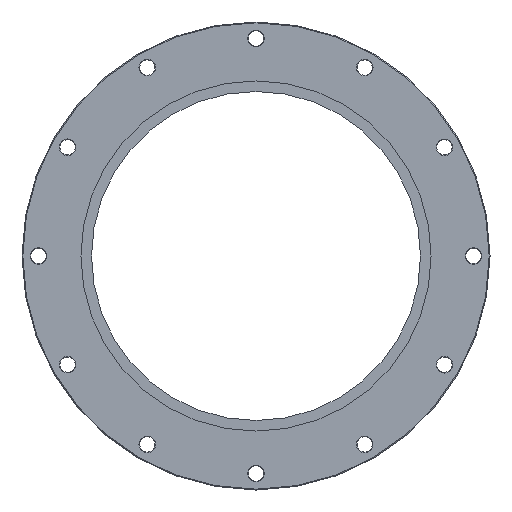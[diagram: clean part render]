
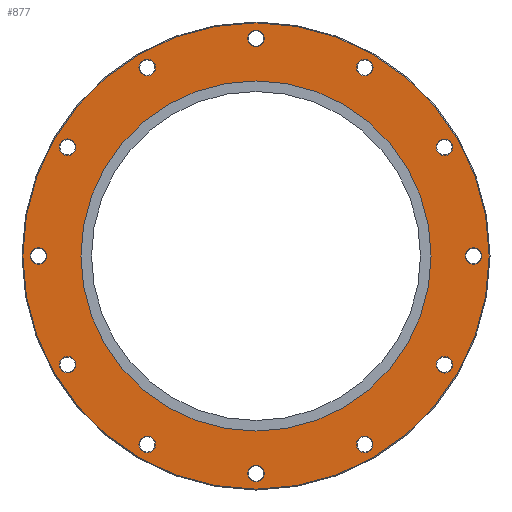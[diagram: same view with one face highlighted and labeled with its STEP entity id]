
A CAD part, left-side view. The second image highlights one B-rep face of the part: STEP entity #877.
In plain terms, the highlighted planar face has unit normal (-1, 0, 0).
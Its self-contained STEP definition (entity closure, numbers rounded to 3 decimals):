
#18=FACE_BOUND('',#118,.T.);
#19=FACE_BOUND('',#119,.T.);
#20=FACE_BOUND('',#120,.T.);
#21=FACE_BOUND('',#121,.T.);
#22=FACE_BOUND('',#122,.T.);
#23=FACE_BOUND('',#123,.T.);
#24=FACE_BOUND('',#124,.T.);
#25=FACE_BOUND('',#125,.T.);
#26=FACE_BOUND('',#126,.T.);
#27=FACE_BOUND('',#127,.T.);
#28=FACE_BOUND('',#128,.T.);
#29=FACE_BOUND('',#129,.T.);
#30=FACE_BOUND('',#130,.T.);
#46=PLANE('',#950);
#68=FACE_OUTER_BOUND('',#117,.T.);
#117=EDGE_LOOP('',(#594));
#118=EDGE_LOOP('',(#595));
#119=EDGE_LOOP('',(#596));
#120=EDGE_LOOP('',(#597));
#121=EDGE_LOOP('',(#598));
#122=EDGE_LOOP('',(#599));
#123=EDGE_LOOP('',(#600));
#124=EDGE_LOOP('',(#601,#602));
#125=EDGE_LOOP('',(#603));
#126=EDGE_LOOP('',(#604));
#127=EDGE_LOOP('',(#605));
#128=EDGE_LOOP('',(#606));
#129=EDGE_LOOP('',(#607));
#130=EDGE_LOOP('',(#608));
#276=CIRCLE('',#945,7.5);
#280=CIRCLE('',#951,211.75);
#281=CIRCLE('',#952,7.5);
#282=CIRCLE('',#953,7.5);
#283=CIRCLE('',#954,7.5);
#284=CIRCLE('',#955,7.5);
#285=CIRCLE('',#956,7.5);
#286=CIRCLE('',#957,7.5);
#287=CIRCLE('',#958,159.);
#288=CIRCLE('',#959,159.);
#289=CIRCLE('',#960,7.5);
#290=CIRCLE('',#961,7.5);
#291=CIRCLE('',#962,7.5);
#292=CIRCLE('',#963,7.5);
#293=CIRCLE('',#964,7.5);
#366=VERTEX_POINT('',#1407);
#370=VERTEX_POINT('',#1419);
#371=VERTEX_POINT('',#1421);
#372=VERTEX_POINT('',#1423);
#373=VERTEX_POINT('',#1425);
#374=VERTEX_POINT('',#1427);
#375=VERTEX_POINT('',#1429);
#376=VERTEX_POINT('',#1431);
#377=VERTEX_POINT('',#1433);
#378=VERTEX_POINT('',#1434);
#379=VERTEX_POINT('',#1437);
#380=VERTEX_POINT('',#1439);
#381=VERTEX_POINT('',#1441);
#382=VERTEX_POINT('',#1443);
#383=VERTEX_POINT('',#1445);
#453=EDGE_CURVE('',#366,#366,#276,.T.);
#459=EDGE_CURVE('',#370,#370,#280,.T.);
#460=EDGE_CURVE('',#371,#371,#281,.T.);
#461=EDGE_CURVE('',#372,#372,#282,.T.);
#462=EDGE_CURVE('',#373,#373,#283,.T.);
#463=EDGE_CURVE('',#374,#374,#284,.T.);
#464=EDGE_CURVE('',#375,#375,#285,.T.);
#465=EDGE_CURVE('',#376,#376,#286,.T.);
#466=EDGE_CURVE('',#377,#378,#287,.T.);
#467=EDGE_CURVE('',#378,#377,#288,.T.);
#468=EDGE_CURVE('',#379,#379,#289,.T.);
#469=EDGE_CURVE('',#380,#380,#290,.T.);
#470=EDGE_CURVE('',#381,#381,#291,.T.);
#471=EDGE_CURVE('',#382,#382,#292,.T.);
#472=EDGE_CURVE('',#383,#383,#293,.T.);
#594=ORIENTED_EDGE('',*,*,#459,.F.);
#595=ORIENTED_EDGE('',*,*,#460,.F.);
#596=ORIENTED_EDGE('',*,*,#461,.F.);
#597=ORIENTED_EDGE('',*,*,#462,.F.);
#598=ORIENTED_EDGE('',*,*,#463,.F.);
#599=ORIENTED_EDGE('',*,*,#464,.F.);
#600=ORIENTED_EDGE('',*,*,#465,.F.);
#601=ORIENTED_EDGE('',*,*,#466,.F.);
#602=ORIENTED_EDGE('',*,*,#467,.F.);
#603=ORIENTED_EDGE('',*,*,#468,.F.);
#604=ORIENTED_EDGE('',*,*,#469,.F.);
#605=ORIENTED_EDGE('',*,*,#470,.F.);
#606=ORIENTED_EDGE('',*,*,#471,.F.);
#607=ORIENTED_EDGE('',*,*,#472,.F.);
#608=ORIENTED_EDGE('',*,*,#453,.F.);
#877=ADVANCED_FACE('',(#68,#18,#19,#20,#21,#22,#23,#24,#25,#26,#27,#28,
#29,#30),#46,.T.);
#945=AXIS2_PLACEMENT_3D('',#1408,#1087,#1088);
#950=AXIS2_PLACEMENT_3D('',#1418,#1099,#1100);
#951=AXIS2_PLACEMENT_3D('',#1420,#1101,#1102);
#952=AXIS2_PLACEMENT_3D('',#1422,#1103,#1104);
#953=AXIS2_PLACEMENT_3D('',#1424,#1105,#1106);
#954=AXIS2_PLACEMENT_3D('',#1426,#1107,#1108);
#955=AXIS2_PLACEMENT_3D('',#1428,#1109,#1110);
#956=AXIS2_PLACEMENT_3D('',#1430,#1111,#1112);
#957=AXIS2_PLACEMENT_3D('',#1432,#1113,#1114);
#958=AXIS2_PLACEMENT_3D('',#1435,#1115,#1116);
#959=AXIS2_PLACEMENT_3D('',#1436,#1117,#1118);
#960=AXIS2_PLACEMENT_3D('',#1438,#1119,#1120);
#961=AXIS2_PLACEMENT_3D('',#1440,#1121,#1122);
#962=AXIS2_PLACEMENT_3D('',#1442,#1123,#1124);
#963=AXIS2_PLACEMENT_3D('',#1444,#1125,#1126);
#964=AXIS2_PLACEMENT_3D('',#1446,#1127,#1128);
#1087=DIRECTION('center_axis',(-1.,0.,0.));
#1088=DIRECTION('ref_axis',(0.,0.5,-0.866));
#1099=DIRECTION('center_axis',(-1.,0.,0.));
#1100=DIRECTION('ref_axis',(0.,0.,1.));
#1101=DIRECTION('center_axis',(1.,0.,0.));
#1102=DIRECTION('ref_axis',(0.,1.,0.));
#1103=DIRECTION('center_axis',(-1.,0.,0.));
#1104=DIRECTION('ref_axis',(0.,0.866,-0.5));
#1105=DIRECTION('center_axis',(-1.,0.,0.));
#1106=DIRECTION('ref_axis',(0.,0.866,0.5));
#1107=DIRECTION('center_axis',(-1.,0.,0.));
#1108=DIRECTION('ref_axis',(0.,0.,1.));
#1109=DIRECTION('center_axis',(-1.,0.,0.));
#1110=DIRECTION('ref_axis',(0.,-0.866,0.5));
#1111=DIRECTION('center_axis',(-1.,0.,0.));
#1112=DIRECTION('ref_axis',(0.,-0.866,-0.5));
#1113=DIRECTION('center_axis',(-1.,0.,0.));
#1114=DIRECTION('ref_axis',(0.,0.,-1.));
#1115=DIRECTION('center_axis',(-1.,0.,0.));
#1116=DIRECTION('ref_axis',(0.,0.,1.));
#1117=DIRECTION('center_axis',(-1.,0.,0.));
#1118=DIRECTION('ref_axis',(0.,0.,1.));
#1119=DIRECTION('center_axis',(-1.,0.,0.));
#1120=DIRECTION('ref_axis',(0.,-0.5,-0.866));
#1121=DIRECTION('center_axis',(-1.,0.,0.));
#1122=DIRECTION('ref_axis',(0.,-1.,0.));
#1123=DIRECTION('center_axis',(-1.,0.,0.));
#1124=DIRECTION('ref_axis',(0.,-0.5,0.866));
#1125=DIRECTION('center_axis',(-1.,0.,0.));
#1126=DIRECTION('ref_axis',(0.,0.5,0.866));
#1127=DIRECTION('center_axis',(-1.,0.,0.));
#1128=DIRECTION('ref_axis',(0.,1.,0.));
#1407=CARTESIAN_POINT('',(-100.,49.9,177.535));
#1408=CARTESIAN_POINT('Origin',(-100.,53.65,171.04));
#1418=CARTESIAN_POINT('Origin',(-100.,-6.6,0.));
#1419=CARTESIAN_POINT('',(-100.,-59.35,0.));
#1420=CARTESIAN_POINT('Origin',(-100.,152.4,0.));
#1421=CARTESIAN_POINT('',(-100.,-25.135,102.5));
#1422=CARTESIAN_POINT('Origin',(-100.,-18.64,98.75));
#1423=CARTESIAN_POINT('',(-100.,-25.135,-102.5));
#1424=CARTESIAN_POINT('Origin',(-100.,-18.64,-98.75));
#1425=CARTESIAN_POINT('',(-100.,152.4,-205.));
#1426=CARTESIAN_POINT('Origin',(-100.,152.4,-197.5));
#1427=CARTESIAN_POINT('',(-100.,329.935,-102.5));
#1428=CARTESIAN_POINT('Origin',(-100.,323.44,-98.75));
#1429=CARTESIAN_POINT('',(-100.,329.935,102.5));
#1430=CARTESIAN_POINT('Origin',(-100.,323.44,98.75));
#1431=CARTESIAN_POINT('',(-100.,152.4,205.));
#1432=CARTESIAN_POINT('Origin',(-100.,152.4,197.5));
#1433=CARTESIAN_POINT('',(-100.,-6.6,0.));
#1434=CARTESIAN_POINT('',(-100.,311.4,0.));
#1435=CARTESIAN_POINT('Origin',(-100.,152.4,0.));
#1436=CARTESIAN_POINT('Origin',(-100.,152.4,0.));
#1437=CARTESIAN_POINT('',(-100.,254.9,177.535));
#1438=CARTESIAN_POINT('Origin',(-100.,251.15,171.04));
#1439=CARTESIAN_POINT('',(-100.,357.4,0.));
#1440=CARTESIAN_POINT('Origin',(-100.,349.9,0.));
#1441=CARTESIAN_POINT('',(-100.,254.9,-177.535));
#1442=CARTESIAN_POINT('Origin',(-100.,251.15,-171.04));
#1443=CARTESIAN_POINT('',(-100.,49.9,-177.535));
#1444=CARTESIAN_POINT('Origin',(-100.,53.65,-171.04));
#1445=CARTESIAN_POINT('',(-100.,-52.6,0.));
#1446=CARTESIAN_POINT('Origin',(-100.,-45.1,0.));
